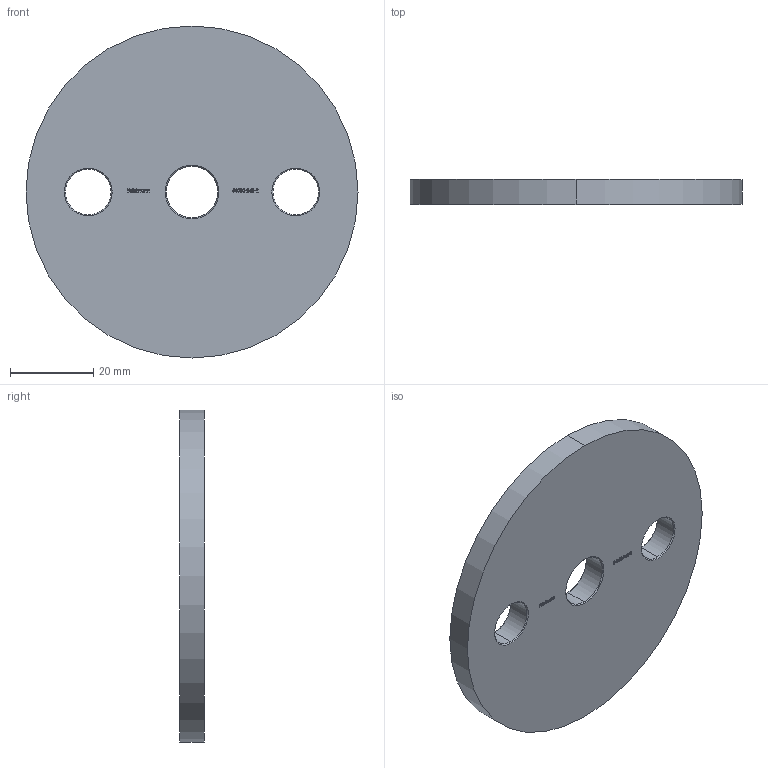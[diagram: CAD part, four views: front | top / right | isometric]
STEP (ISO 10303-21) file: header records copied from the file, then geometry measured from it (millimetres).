
FILE_DESCRIPTION (( 'STEP AP203' ), '1' );
FILE_NAME ('54080-240-R.step', '2020-10-21T10:56:35', ( '' ), ( '' ), 'SwSTEP 2.0', 'SolidWorks 2018', '' );
FILE_SCHEMA (( 'CONFIG_CONTROL_DESIGN' ));
Length unit declared in the file: millimetre
Products named in the file (2): 54080-240-R
Bounding box: 80 x 6 x 80 mm (x, y, z)
Volume: 28275.5 mm3; surface area: 11561 mm2
Topology: 1 solids, 1 shells, 274 faces, 714 edges, 472 vertices
Faces by surface type: plane 143, bspline 111, cone 12, cylinder 8
Entity records: 14939 total; most frequent: CARTESIAN_POINT 8781, ORIENTED_EDGE 1428, DIRECTION 850, EDGE_CURVE 714, VERTEX_POINT 472, LINE 464, VECTOR 464, EDGE_LOOP 310
